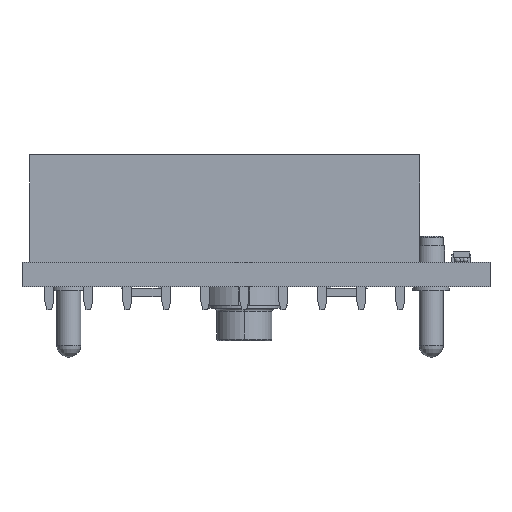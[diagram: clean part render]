
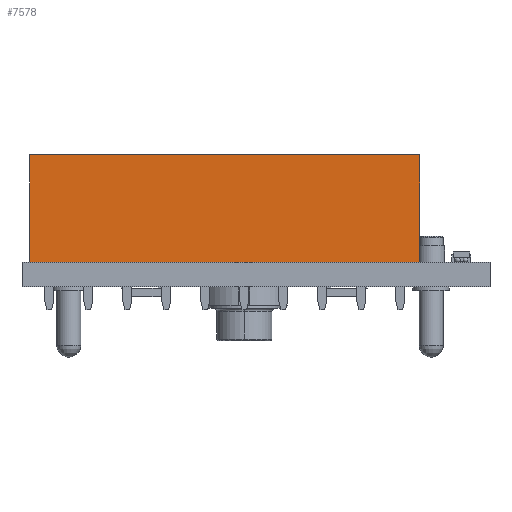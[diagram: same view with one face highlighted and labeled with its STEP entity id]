
A CAD part, front view. The second image highlights one B-rep face of the part: STEP entity #7578.
In plain terms, the highlighted planar face has unit normal (0, -1, 0).
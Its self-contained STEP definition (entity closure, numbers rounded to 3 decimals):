
#949 = EDGE_CURVE('',#950,#952,#954,.T.);
#950 = VERTEX_POINT('',#951);
#951 = CARTESIAN_POINT('',(0.508,0.508,0.));
#952 = VERTEX_POINT('',#953);
#953 = CARTESIAN_POINT('',(25.908,0.508,0.));
#954 = LINE('',#955,#956);
#955 = CARTESIAN_POINT('',(0.508,0.508,0.));
#956 = VECTOR('',#957,1.);
#957 = DIRECTION('',(1.,0.,0.));
#7578 = ADVANCED_FACE('',(#7579),#7604,.F.);
#7579 = FACE_BOUND('',#7580,.F.);
#7580 = EDGE_LOOP('',(#7581,#7589,#7597,#7603));
#7581 = ORIENTED_EDGE('',*,*,#7582,.T.);
#7582 = EDGE_CURVE('',#950,#7583,#7585,.T.);
#7583 = VERTEX_POINT('',#7584);
#7584 = CARTESIAN_POINT('',(0.508,0.508,7.));
#7585 = LINE('',#7586,#7587);
#7586 = CARTESIAN_POINT('',(0.508,0.508,0.));
#7587 = VECTOR('',#7588,1.);
#7588 = DIRECTION('',(0.,0.,1.));
#7589 = ORIENTED_EDGE('',*,*,#7590,.T.);
#7590 = EDGE_CURVE('',#7583,#7591,#7593,.T.);
#7591 = VERTEX_POINT('',#7592);
#7592 = CARTESIAN_POINT('',(25.908,0.508,7.));
#7593 = LINE('',#7594,#7595);
#7594 = CARTESIAN_POINT('',(0.508,0.508,7.));
#7595 = VECTOR('',#7596,1.);
#7596 = DIRECTION('',(1.,0.,0.));
#7597 = ORIENTED_EDGE('',*,*,#7598,.F.);
#7598 = EDGE_CURVE('',#952,#7591,#7599,.T.);
#7599 = LINE('',#7600,#7601);
#7600 = CARTESIAN_POINT('',(25.908,0.508,0.));
#7601 = VECTOR('',#7602,1.);
#7602 = DIRECTION('',(0.,0.,1.));
#7603 = ORIENTED_EDGE('',*,*,#949,.F.);
#7604 = PLANE('',#7605);
#7605 = AXIS2_PLACEMENT_3D('',#7606,#7607,#7608);
#7606 = CARTESIAN_POINT('',(0.508,0.508,0.));
#7607 = DIRECTION('',(0.,1.,0.));
#7608 = DIRECTION('',(1.,0.,0.));
